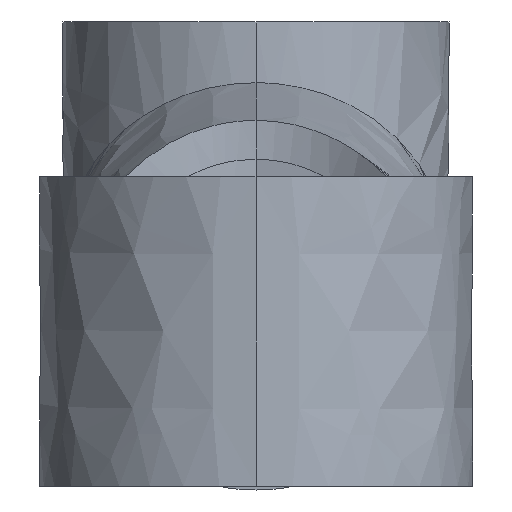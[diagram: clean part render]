
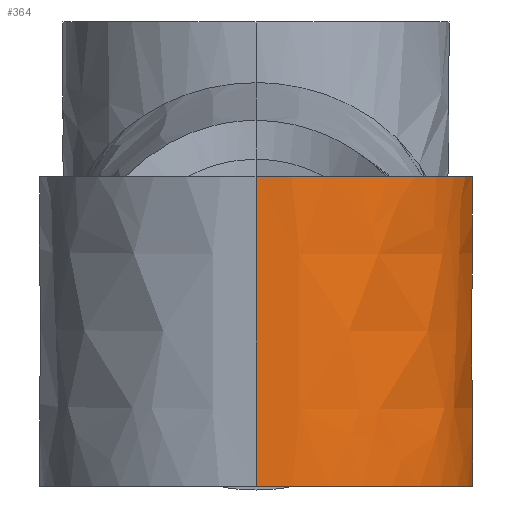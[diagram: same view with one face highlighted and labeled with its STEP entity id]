
A CAD part, left-side view. The second image highlights one B-rep face of the part: STEP entity #364.
In plain terms, the highlighted free-form (B-spline) face has degree [3, 1] with [4, 2] control points.
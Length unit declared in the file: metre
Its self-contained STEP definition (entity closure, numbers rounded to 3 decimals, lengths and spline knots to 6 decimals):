
#40=CIRCLE('',#402,0.014);
#41=CIRCLE('',#403,0.014);
#60=(
BOUNDED_CURVE()
B_SPLINE_CURVE(1,(#593,#594),.UNSPECIFIED.,.F.,.F.)
B_SPLINE_CURVE_WITH_KNOTS((2,2),(0.,1.),.PIECEWISE_BEZIER_KNOTS.)
CURVE()
GEOMETRIC_REPRESENTATION_ITEM()
RATIONAL_B_SPLINE_CURVE((1.,1.))
REPRESENTATION_ITEM('')
);
#83=ORIENTED_EDGE('',*,*,#203,.F.);
#84=ORIENTED_EDGE('',*,*,#204,.T.);
#85=ORIENTED_EDGE('',*,*,#205,.T.);
#86=ORIENTED_EDGE('',*,*,#206,.T.);
#203=EDGE_CURVE('',#263,#264,#40,.T.);
#204=EDGE_CURVE('',#263,#265,#60,.T.);
#205=EDGE_CURVE('',#265,#266,#41,.T.);
#206=EDGE_CURVE('',#266,#264,#290,.T.);
#263=VERTEX_POINT('',#591);
#264=VERTEX_POINT('',#592);
#265=VERTEX_POINT('',#595);
#266=VERTEX_POINT('',#597);
#290=B_SPLINE_CURVE_WITH_KNOTS('',3,(#598,#599,#600,#601,#602,#603,#604,
#605,#606,#607,#608,#609,#610,#611),.UNSPECIFIED.,.F.,.F.,(4,1,1,1,1,1,
1,1,1,1,1,4),(0.003484,0.00679,0.010096,
0.013401,0.015054,0.016707,0.01836,
0.020013,0.021666,0.023318,0.026624,
0.02993),.UNSPECIFIED.);
#300=EDGE_LOOP('',(#83,#84,#85,#86));
#324=FACE_BOUND('',#300,.T.);
#348=(
BOUNDED_SURFACE()
B_SPLINE_SURFACE(3,1,((#582,#583),(#584,#585),(#586,#587),(#588,#589)),
 .CYLINDRICAL_SURF.,.F.,.F.,.F.)
B_SPLINE_SURFACE_WITH_KNOTS((4,4),(2,2),(0.583228,1.),(0.045455,
0.954545),.PIECEWISE_BEZIER_KNOTS.)
GEOMETRIC_REPRESENTATION_ITEM()
RATIONAL_B_SPLINE_SURFACE(((0.723,0.723),(0.352,
0.352),(0.444,0.444),(1.,1.)))
REPRESENTATION_ITEM('')
SURFACE()
);
#364=ADVANCED_FACE('',(#324),#348,.T.);
#402=AXIS2_PLACEMENT_3D('',#590,#445,#446);
#403=AXIS2_PLACEMENT_3D('',#596,#447,#448);
#445=DIRECTION('',(0.,0.,1.));
#446=DIRECTION('',(1.,0.,0.));
#447=DIRECTION('',(0.,0.,1.));
#448=DIRECTION('',(1.,0.,0.));
#582=CARTESIAN_POINT('',(0.013558,-0.005377,0.02));
#583=CARTESIAN_POINT('',(0.013558,-0.005377,0.));
#584=CARTESIAN_POINT('',(0.005064,-0.025795,0.02));
#585=CARTESIAN_POINT('',(0.005064,-0.025795,0.));
#586=CARTESIAN_POINT('',(-0.013368,-0.01751,0.02));
#587=CARTESIAN_POINT('',(-0.013368,-0.01751,0.));
#588=CARTESIAN_POINT('',(-0.013368,0.,0.02));
#589=CARTESIAN_POINT('',(-0.013368,0.,0.));
#590=CARTESIAN_POINT('',(0.000632,0.,0.02));
#591=CARTESIAN_POINT('',(-0.013368,0.,0.02));
#592=CARTESIAN_POINT('',(0.011536,-0.008781,0.02));
#593=CARTESIAN_POINT('',(-0.013368,0.,0.021));
#594=CARTESIAN_POINT('',(-0.013368,0.,-0.001));
#595=CARTESIAN_POINT('',(-0.013368,0.,0.));
#596=CARTESIAN_POINT('',(0.000632,0.,0.));
#597=CARTESIAN_POINT('',(0.013482,-0.005555,0.));
#598=CARTESIAN_POINT('',(0.013482,-0.005555,0.));
#599=CARTESIAN_POINT('',(0.013074,-0.006499,0.000433));
#600=CARTESIAN_POINT('',(0.012108,-0.008176,0.001469));
#601=CARTESIAN_POINT('',(0.010347,-0.010185,0.003485));
#602=CARTESIAN_POINT('',(0.008827,-0.011386,0.005468));
#603=CARTESIAN_POINT('',(0.007759,-0.01206,0.007293));
#604=CARTESIAN_POINT('',(0.007137,-0.0124,0.008809));
#605=CARTESIAN_POINT('',(0.006863,-0.012536,0.010465));
#606=CARTESIAN_POINT('',(0.007044,-0.012447,0.012125));
#607=CARTESIAN_POINT('',(0.007561,-0.012172,0.013683));
#608=CARTESIAN_POINT('',(0.008503,-0.011604,0.015616));
#609=CARTESIAN_POINT('',(0.009879,-0.010591,0.01776));
#610=CARTESIAN_POINT('',(0.011005,-0.009439,0.019298));
#611=CARTESIAN_POINT('',(0.011536,-0.008781,0.02));
